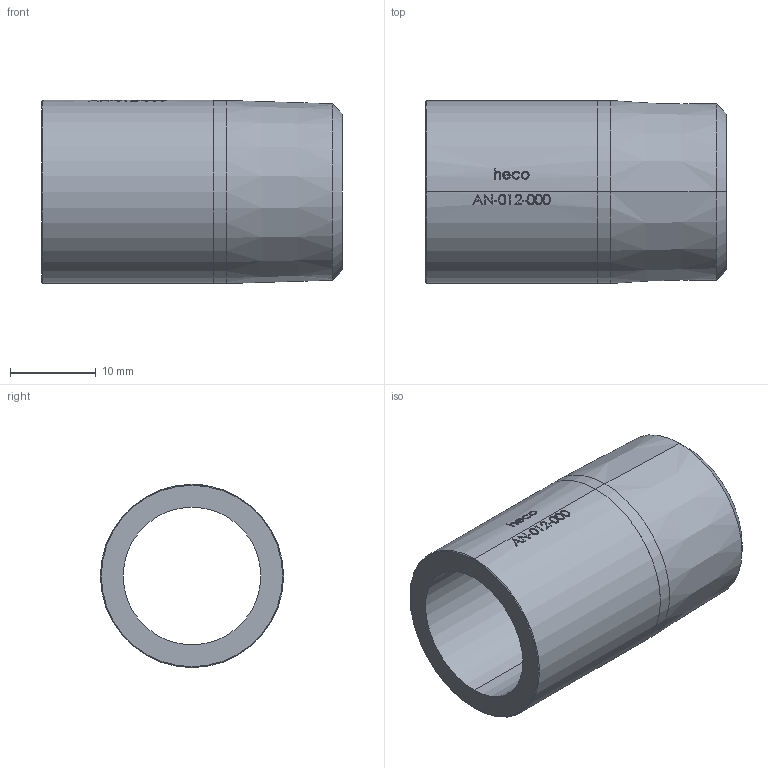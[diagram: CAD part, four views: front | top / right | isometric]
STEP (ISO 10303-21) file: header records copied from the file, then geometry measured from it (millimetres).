
FILE_DESCRIPTION (( 'STEP AP214' ), '1' );
FILE_NAME ('AN-012-000-x Anschweißnippel heco.STEP', '2018-05-18T07:36:04', ( '' ), ( '' ), 'SwSTEP 2.0', 'SolidWorks 2016', '' );
FILE_SCHEMA (( 'AUTOMOTIVE_DESIGN' ));
Length unit declared in the file: millimetre
Products named in the file (1): AN-012-000-x Anschweißnippel heco
Bounding box: 35 x 21.3 x 21.3 mm (x, y, z)
Volume: 5198.6 mm3; surface area: 4320.4 mm2
Topology: 1 solids, 1 shells, 167 faces, 423 edges, 280 vertices
Faces by surface type: bspline 91, plane 43, cylinder 27, cone 6
Entity records: 13968 total; most frequent: CARTESIAN_POINT 9061, ORIENTED_EDGE 846, EDGE_CURVE 423, DIRECTION 340, B_SPLINE_CURVE_WITH_KNOTS 287, VERTEX_POINT 280, EDGE_LOOP 191, ADVANCED_FACE 167
